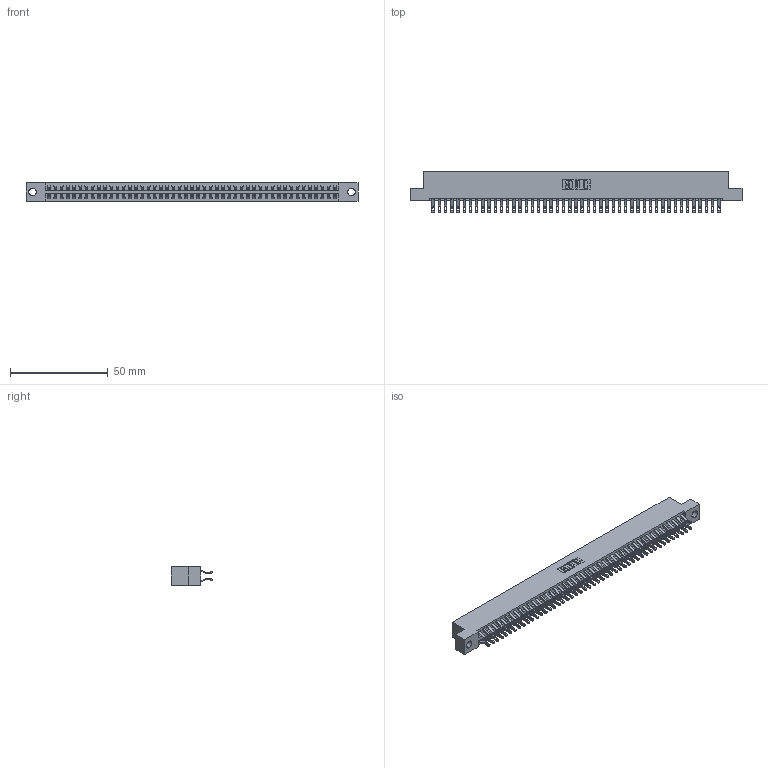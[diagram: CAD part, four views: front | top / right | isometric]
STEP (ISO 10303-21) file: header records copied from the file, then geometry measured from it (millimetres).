
FILE_DESCRIPTION (( 'STEP AP203' ), '1' );
FILE_NAME ('396-094-555-204.STEP', '2018-09-13T10:38:13', ( '' ), ( '' ), 'SwSTEP 2.0', 'SolidWorks 2016', '' );
FILE_SCHEMA (( 'CONFIG_CONTROL_DESIGN' ));
Length unit declared in the file: inch
Products named in the file (3): 346 Part_Flush Mounting Lugs - 0.156 Dia-TH; 345-292-001_555 Tail; 396-094-555-204
Assembly tree (95 placements, depth 2):
  396-094-555-204
    346 Part_Flush Mounting Lugs - 0.156 Dia-TH
    345-292-001_555 Tail  x94
Bounding box: 169.8 x 21.46 x 9.4 mm (x, y, z)
Volume: 16781.1 mm3; surface area: 23930.6 mm2
Topology: 95 solids, 95 shells, 5574 faces, 17531 edges, 11686 vertices
Faces by surface type: plane 3178, cylinder 2396
Entity records: 30329 total; most frequent: CARTESIAN_POINT 5026, ORIENTED_EDGE 4930, DIRECTION 4449, EDGE_CURVE 2465, LINE 2125, VECTOR 2125, VERTEX_POINT 1642, AXIS2_PLACEMENT_3D 1162
